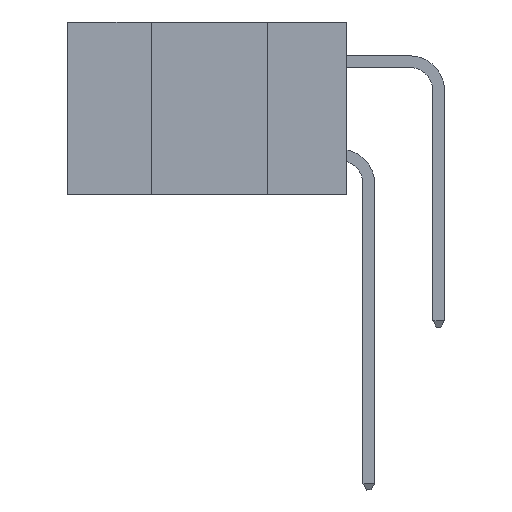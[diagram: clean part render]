
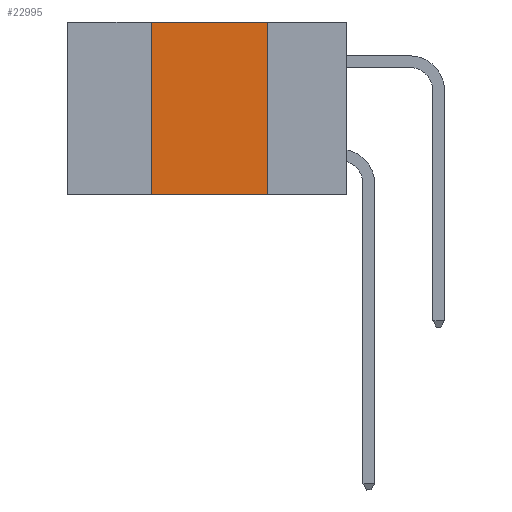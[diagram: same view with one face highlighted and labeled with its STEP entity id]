
A CAD part, left-side view. The second image highlights one B-rep face of the part: STEP entity #22995.
In plain terms, the highlighted planar face has unit normal (-1, 0, 0).
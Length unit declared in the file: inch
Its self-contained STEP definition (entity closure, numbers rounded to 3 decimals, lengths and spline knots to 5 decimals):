
#205 = VECTOR ( 'NONE', #20725, 39.37008 ) ;
#550 = FACE_OUTER_BOUND ( 'NONE', #7566, .T. ) ;
#948 = DIRECTION ( 'NONE',  ( 0., -1., 0. ) ) ;
#1148 = VECTOR ( 'NONE', #5660, 39.37008 ) ;
#1197 = ORIENTED_EDGE ( 'NONE', *, *, #8930, .T. ) ;
#3038 = DIRECTION ( 'NONE',  ( 1., 0., 0. ) ) ;
#5315 = DIRECTION ( 'NONE',  ( 0., 0., -1. ) ) ;
#5660 = DIRECTION ( 'NONE',  ( 0., 0., -1. ) ) ;
#5901 = CARTESIAN_POINT ( 'NONE',  ( 0., 0.42, 0. ) ) ;
#6351 = VECTOR ( 'NONE', #948, 39.37008 ) ;
#7066 = CARTESIAN_POINT ( 'NONE',  ( 0., 0.42, -0.37 ) ) ;
#7566 = EDGE_LOOP ( 'NONE', ( #20464, #20462, #14967, #1197 ) ) ;
#7783 = CARTESIAN_POINT ( 'NONE',  ( 0., 0.17, 0. ) ) ;
#8930 = EDGE_CURVE ( 'NONE', #27540, #27923, #21298, .T. ) ;
#10410 = VERTEX_POINT ( 'NONE', #21396 ) ;
#11514 = VECTOR ( 'NONE', #12901, 39.37008 ) ;
#11571 = LINE ( 'NONE', #7783, #1148 ) ;
#12109 = CARTESIAN_POINT ( 'NONE',  ( 0., 0.17, 0. ) ) ;
#12901 = DIRECTION ( 'NONE',  ( 0., 0., 1. ) ) ;
#14967 = ORIENTED_EDGE ( 'NONE', *, *, #24852, .F. ) ;
#15443 = CARTESIAN_POINT ( 'NONE',  ( 0., 0.17, -0.37 ) ) ;
#16451 = LINE ( 'NONE', #17092, #6351 ) ;
#16848 = EDGE_CURVE ( 'NONE', #10410, #24076, #16451, .T. ) ;
#17092 = CARTESIAN_POINT ( 'NONE',  ( 0., 0.6, 0. ) ) ;
#19019 = PLANE ( 'NONE',  #28122 ) ;
#20442 = CARTESIAN_POINT ( 'NONE',  ( 0., 0.6, -0.37 ) ) ;
#20462 = ORIENTED_EDGE ( 'NONE', *, *, #16848, .F. ) ;
#20464 = ORIENTED_EDGE ( 'NONE', *, *, #24273, .F. ) ;
#20725 = DIRECTION ( 'NONE',  ( 0., -1., 0. ) ) ;
#21298 = LINE ( 'NONE', #20442, #205 ) ;
#21396 = CARTESIAN_POINT ( 'NONE',  ( 0., 0.42, 0. ) ) ;
#22548 = LINE ( 'NONE', #5901, #11514 ) ;
#22995 = ADVANCED_FACE ( 'NONE', ( #550 ), #19019, .F. ) ;
#24076 = VERTEX_POINT ( 'NONE', #12109 ) ;
#24273 = EDGE_CURVE ( 'NONE', #24076, #27923, #11571, .T. ) ;
#24852 = EDGE_CURVE ( 'NONE', #27540, #10410, #22548, .T. ) ;
#26092 = CARTESIAN_POINT ( 'NONE',  ( 0., 0.6, 0. ) ) ;
#27540 = VERTEX_POINT ( 'NONE', #7066 ) ;
#27923 = VERTEX_POINT ( 'NONE', #15443 ) ;
#28122 = AXIS2_PLACEMENT_3D ( 'NONE', #26092, #3038, #5315 ) ;
